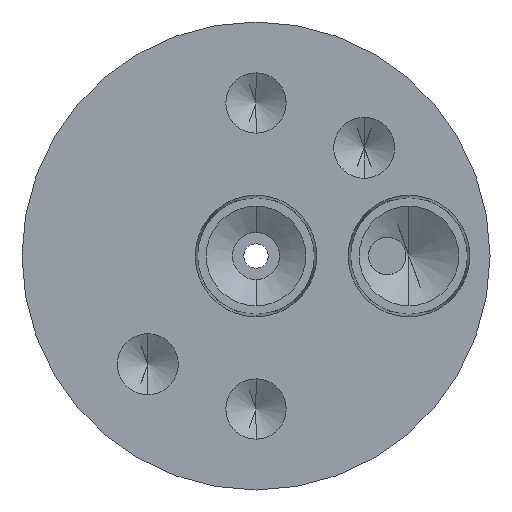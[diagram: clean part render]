
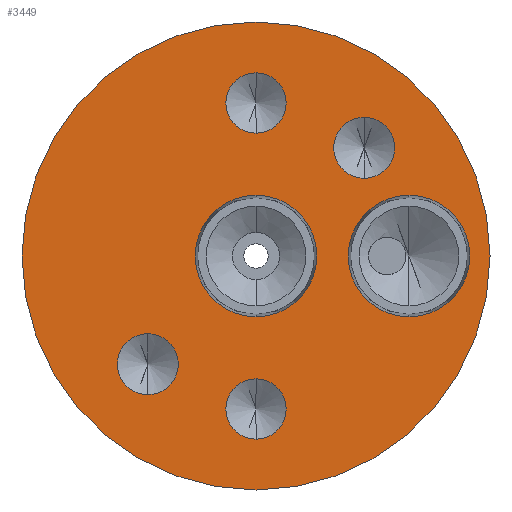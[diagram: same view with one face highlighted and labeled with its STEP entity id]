
A CAD part, front view. The second image highlights one B-rep face of the part: STEP entity #3449.
In plain terms, the highlighted planar face has unit normal (0, -1, 0).
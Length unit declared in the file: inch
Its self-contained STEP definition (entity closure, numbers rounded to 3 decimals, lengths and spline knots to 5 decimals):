
#33 = CIRCLE ( 'NONE', #2991, 0.1005 ) ;
#94 = CARTESIAN_POINT ( 'NONE',  ( 0., -0.625, -0.6105 ) ) ;
#126 = CARTESIAN_POINT ( 'NONE',  ( 0., -0.625, 0. ) ) ;
#136 = EDGE_LOOP ( 'NONE', ( #1503, #3421 ) ) ;
#152 = CIRCLE ( 'NONE', #3165, 0.1005 ) ;
#202 = VERTEX_POINT ( 'NONE', #3526 ) ;
#235 = CIRCLE ( 'NONE', #1832, 0.20251 ) ;
#254 = DIRECTION ( 'NONE',  ( 0., -1., 0. ) ) ;
#259 = CARTESIAN_POINT ( 'NONE',  ( -0.36062, -0.625, -0.25906 ) ) ;
#265 = PLANE ( 'NONE',  #849 ) ;
#292 = ORIENTED_EDGE ( 'NONE', *, *, #2805, .F. ) ;
#305 = DIRECTION ( 'NONE',  ( 0., -1., 0. ) ) ;
#346 = DIRECTION ( 'NONE',  ( 0., 0., -1. ) ) ;
#355 = CIRCLE ( 'NONE', #3299, 0.2025 ) ;
#400 = EDGE_CURVE ( 'NONE', #2455, #2964, #1433, .T. ) ;
#403 = CARTESIAN_POINT ( 'NONE',  ( 0., -0.625, -0.2025 ) ) ;
#408 = CIRCLE ( 'NONE', #1424, 0.10156 ) ;
#493 = CARTESIAN_POINT ( 'NONE',  ( -0.78, -0.625, 0. ) ) ;
#508 = FACE_BOUND ( 'NONE', #1251, .T. ) ;
#526 = DIRECTION ( 'NONE',  ( 0., 0., -1. ) ) ;
#536 = FACE_OUTER_BOUND ( 'NONE', #3633, .T. ) ;
#641 = CIRCLE ( 'NONE', #761, 0.10156 ) ;
#678 = DIRECTION ( 'NONE',  ( 0., 0., -1. ) ) ;
#702 = CARTESIAN_POINT ( 'NONE',  ( 0., -0.625, -0.4095 ) ) ;
#705 = AXIS2_PLACEMENT_3D ( 'NONE', #3479, #1393, #2182 ) ;
#761 = AXIS2_PLACEMENT_3D ( 'NONE', #2040, #254, #3142 ) ;
#782 = CIRCLE ( 'NONE', #2065, 0.10156 ) ;
#812 = VERTEX_POINT ( 'NONE', #403 ) ;
#849 = AXIS2_PLACEMENT_3D ( 'NONE', #493, #2498, #1111 ) ;
#854 = CARTESIAN_POINT ( 'NONE',  ( 0., -0.625, -0.78 ) ) ;
#855 = ORIENTED_EDGE ( 'NONE', *, *, #1909, .F. ) ;
#859 = CARTESIAN_POINT ( 'NONE',  ( 0., -0.625, 0. ) ) ;
#868 = ORIENTED_EDGE ( 'NONE', *, *, #3171, .F. ) ;
#932 = VERTEX_POINT ( 'NONE', #3352 ) ;
#964 = CARTESIAN_POINT ( 'NONE',  ( 0., -0.625, 0.51 ) ) ;
#986 = EDGE_CURVE ( 'NONE', #202, #932, #1021, .T. ) ;
#987 = ORIENTED_EDGE ( 'NONE', *, *, #3048, .F. ) ;
#994 = DIRECTION ( 'NONE',  ( 0., 0., 1. ) ) ;
#1021 = CIRCLE ( 'NONE', #3069, 0.20251 ) ;
#1023 = EDGE_CURVE ( 'NONE', #812, #1375, #1439, .T. ) ;
#1030 = EDGE_CURVE ( 'NONE', #1375, #812, #355, .T. ) ;
#1106 = DIRECTION ( 'NONE',  ( 0., -1., 0. ) ) ;
#1111 = DIRECTION ( 'NONE',  ( 0., 0., -1. ) ) ;
#1127 = CIRCLE ( 'NONE', #705, 0.78 ) ;
#1223 = EDGE_LOOP ( 'NONE', ( #868, #987 ) ) ;
#1236 = CIRCLE ( 'NONE', #2399, 0.1005 ) ;
#1242 = EDGE_LOOP ( 'NONE', ( #1391, #1511 ) ) ;
#1246 = CIRCLE ( 'NONE', #2995, 0.1005 ) ;
#1249 = EDGE_CURVE ( 'NONE', #1688, #2204, #1967, .T. ) ;
#1251 = EDGE_LOOP ( 'NONE', ( #2949, #855 ) ) ;
#1288 = VERTEX_POINT ( 'NONE', #1638 ) ;
#1342 = DIRECTION ( 'NONE',  ( 0., 0., -1. ) ) ;
#1349 = ORIENTED_EDGE ( 'NONE', *, *, #1023, .F. ) ;
#1351 = CARTESIAN_POINT ( 'NONE',  ( 0., -0.625, -0.51 ) ) ;
#1375 = VERTEX_POINT ( 'NONE', #3397 ) ;
#1389 = CARTESIAN_POINT ( 'NONE',  ( 0., -0.625, 0.51 ) ) ;
#1391 = ORIENTED_EDGE ( 'NONE', *, *, #986, .F. ) ;
#1393 = DIRECTION ( 'NONE',  ( 0., 1., 0. ) ) ;
#1424 = AXIS2_PLACEMENT_3D ( 'NONE', #3267, #1106, #526 ) ;
#1431 = CARTESIAN_POINT ( 'NONE',  ( 0.36062, -0.625, 0.46219 ) ) ;
#1433 = CIRCLE ( 'NONE', #2940, 0.10156 ) ;
#1439 = CIRCLE ( 'NONE', #1605, 0.2025 ) ;
#1471 = CARTESIAN_POINT ( 'NONE',  ( 0.36062, -0.625, 0.36062 ) ) ;
#1503 = ORIENTED_EDGE ( 'NONE', *, *, #2051, .F. ) ;
#1511 = ORIENTED_EDGE ( 'NONE', *, *, #3203, .F. ) ;
#1526 = EDGE_CURVE ( 'NONE', #1288, #2574, #1236, .T. ) ;
#1570 = CARTESIAN_POINT ( 'NONE',  ( 0., -0.625, 0.4095 ) ) ;
#1605 = AXIS2_PLACEMENT_3D ( 'NONE', #859, #305, #678 ) ;
#1638 = CARTESIAN_POINT ( 'NONE',  ( 0., -0.625, 0.6105 ) ) ;
#1681 = DIRECTION ( 'NONE',  ( 0., -1., 0. ) ) ;
#1688 = VERTEX_POINT ( 'NONE', #2339 ) ;
#1777 = VERTEX_POINT ( 'NONE', #702 ) ;
#1803 = DIRECTION ( 'NONE',  ( 0., -1., 0. ) ) ;
#1806 = DIRECTION ( 'NONE',  ( 0., 0., -1. ) ) ;
#1832 = AXIS2_PLACEMENT_3D ( 'NONE', #2873, #3173, #2698 ) ;
#1841 = DIRECTION ( 'NONE',  ( 0., -1., 0. ) ) ;
#1909 = EDGE_CURVE ( 'NONE', #2964, #2455, #641, .T. ) ;
#1938 = DIRECTION ( 'NONE',  ( 0., -1., 0. ) ) ;
#1967 = CIRCLE ( 'NONE', #3664, 0.78 ) ;
#2040 = CARTESIAN_POINT ( 'NONE',  ( 0.36062, -0.625, 0.36062 ) ) ;
#2051 = EDGE_CURVE ( 'NONE', #2574, #1288, #152, .T. ) ;
#2065 = AXIS2_PLACEMENT_3D ( 'NONE', #2313, #1681, #2787 ) ;
#2182 = DIRECTION ( 'NONE',  ( 0., 0., 1. ) ) ;
#2204 = VERTEX_POINT ( 'NONE', #854 ) ;
#2212 = DIRECTION ( 'NONE',  ( 0., 0., -1. ) ) ;
#2241 = FACE_BOUND ( 'NONE', #136, .T. ) ;
#2276 = CARTESIAN_POINT ( 'NONE',  ( -0.36062, -0.625, -0.46219 ) ) ;
#2313 = CARTESIAN_POINT ( 'NONE',  ( -0.36062, -0.625, -0.36062 ) ) ;
#2339 = CARTESIAN_POINT ( 'NONE',  ( 0., -0.625, 0.78 ) ) ;
#2399 = AXIS2_PLACEMENT_3D ( 'NONE', #1389, #2487, #2212 ) ;
#2437 = CARTESIAN_POINT ( 'NONE',  ( 0.36062, -0.625, 0.25906 ) ) ;
#2455 = VERTEX_POINT ( 'NONE', #2437 ) ;
#2461 = ORIENTED_EDGE ( 'NONE', *, *, #3038, .F. ) ;
#2487 = DIRECTION ( 'NONE',  ( 0., -1., 0. ) ) ;
#2496 = CARTESIAN_POINT ( 'NONE',  ( 0., -0.625, -0.51 ) ) ;
#2498 = DIRECTION ( 'NONE',  ( 0., -1., 0. ) ) ;
#2538 = CARTESIAN_POINT ( 'NONE',  ( 0., -0.625, 0. ) ) ;
#2574 = VERTEX_POINT ( 'NONE', #1570 ) ;
#2582 = VERTEX_POINT ( 'NONE', #94 ) ;
#2598 = EDGE_LOOP ( 'NONE', ( #2461, #292 ) ) ;
#2630 = ORIENTED_EDGE ( 'NONE', *, *, #3017, .F. ) ;
#2698 = DIRECTION ( 'NONE',  ( 0., 0., -1. ) ) ;
#2711 = DIRECTION ( 'NONE',  ( 0., -1., 0. ) ) ;
#2715 = DIRECTION ( 'NONE',  ( 0., -1., 0. ) ) ;
#2716 = FACE_BOUND ( 'NONE', #1242, .T. ) ;
#2750 = FACE_BOUND ( 'NONE', #2831, .T. ) ;
#2774 = DIRECTION ( 'NONE',  ( 0., 0., -1. ) ) ;
#2787 = DIRECTION ( 'NONE',  ( 0., 0., -1. ) ) ;
#2805 = EDGE_CURVE ( 'NONE', #1777, #2582, #33, .T. ) ;
#2808 = ORIENTED_EDGE ( 'NONE', *, *, #1249, .F. ) ;
#2831 = EDGE_LOOP ( 'NONE', ( #1349, #3470 ) ) ;
#2873 = CARTESIAN_POINT ( 'NONE',  ( 0.51, -0.625, 0. ) ) ;
#2913 = DIRECTION ( 'NONE',  ( 0., 0., -1. ) ) ;
#2940 = AXIS2_PLACEMENT_3D ( 'NONE', #1471, #3416, #346 ) ;
#2949 = ORIENTED_EDGE ( 'NONE', *, *, #400, .F. ) ;
#2964 = VERTEX_POINT ( 'NONE', #1431 ) ;
#2991 = AXIS2_PLACEMENT_3D ( 'NONE', #2496, #2715, #2774 ) ;
#2995 = AXIS2_PLACEMENT_3D ( 'NONE', #1351, #2711, #3567 ) ;
#3017 = EDGE_CURVE ( 'NONE', #2204, #1688, #1127, .T. ) ;
#3038 = EDGE_CURVE ( 'NONE', #2582, #1777, #1246, .T. ) ;
#3048 = EDGE_CURVE ( 'NONE', #3176, #3307, #408, .T. ) ;
#3069 = AXIS2_PLACEMENT_3D ( 'NONE', #3613, #1938, #1342 ) ;
#3142 = DIRECTION ( 'NONE',  ( 0., 0., -1. ) ) ;
#3165 = AXIS2_PLACEMENT_3D ( 'NONE', #964, #1841, #1806 ) ;
#3171 = EDGE_CURVE ( 'NONE', #3307, #3176, #782, .T. ) ;
#3173 = DIRECTION ( 'NONE',  ( 0., -1., 0. ) ) ;
#3176 = VERTEX_POINT ( 'NONE', #259 ) ;
#3203 = EDGE_CURVE ( 'NONE', #932, #202, #235, .T. ) ;
#3255 = DIRECTION ( 'NONE',  ( 0., 1., 0. ) ) ;
#3267 = CARTESIAN_POINT ( 'NONE',  ( -0.36062, -0.625, -0.36062 ) ) ;
#3289 = FACE_BOUND ( 'NONE', #2598, .T. ) ;
#3299 = AXIS2_PLACEMENT_3D ( 'NONE', #2538, #1803, #2913 ) ;
#3307 = VERTEX_POINT ( 'NONE', #2276 ) ;
#3352 = CARTESIAN_POINT ( 'NONE',  ( 0.51, -0.625, 0.20251 ) ) ;
#3397 = CARTESIAN_POINT ( 'NONE',  ( 0., -0.625, 0.2025 ) ) ;
#3416 = DIRECTION ( 'NONE',  ( 0., -1., 0. ) ) ;
#3421 = ORIENTED_EDGE ( 'NONE', *, *, #1526, .F. ) ;
#3449 = ADVANCED_FACE ( 'NONE', ( #508, #3589, #2716, #2241, #3289, #2750, #536 ), #265, .T. ) ;
#3470 = ORIENTED_EDGE ( 'NONE', *, *, #1030, .F. ) ;
#3479 = CARTESIAN_POINT ( 'NONE',  ( 0., -0.625, 0. ) ) ;
#3526 = CARTESIAN_POINT ( 'NONE',  ( 0.51, -0.625, -0.20251 ) ) ;
#3567 = DIRECTION ( 'NONE',  ( 0., 0., -1. ) ) ;
#3589 = FACE_BOUND ( 'NONE', #1223, .T. ) ;
#3613 = CARTESIAN_POINT ( 'NONE',  ( 0.51, -0.625, 0. ) ) ;
#3633 = EDGE_LOOP ( 'NONE', ( #2808, #2630 ) ) ;
#3664 = AXIS2_PLACEMENT_3D ( 'NONE', #126, #3255, #994 ) ;
